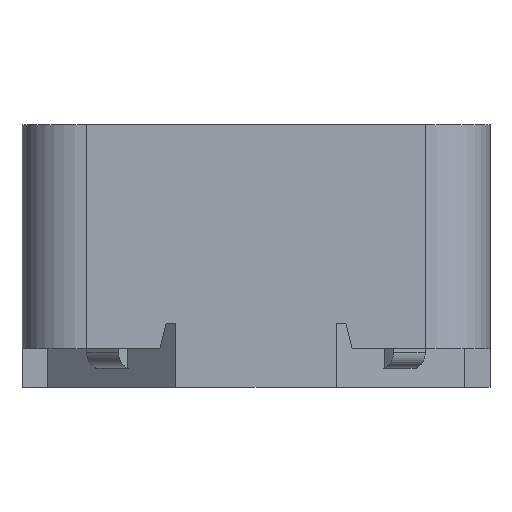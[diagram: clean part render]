
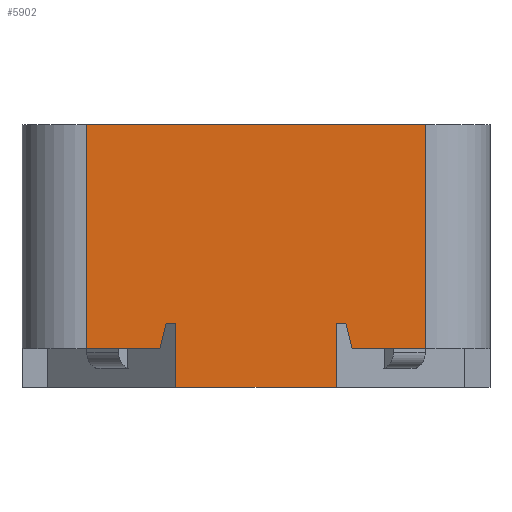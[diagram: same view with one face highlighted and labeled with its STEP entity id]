
A CAD part, front view. The second image highlights one B-rep face of the part: STEP entity #5902.
In plain terms, the highlighted face is planar.
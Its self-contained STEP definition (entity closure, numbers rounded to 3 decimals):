
#446=ORIENTED_EDGE('',*,*,#1576,.T.);
#447=ORIENTED_EDGE('',*,*,#1607,.F.);
#448=ORIENTED_EDGE('',*,*,#1608,.T.);
#449=ORIENTED_EDGE('',*,*,#1609,.F.);
#450=ORIENTED_EDGE('',*,*,#1610,.T.);
#451=ORIENTED_EDGE('',*,*,#1611,.F.);
#452=ORIENTED_EDGE('',*,*,#1612,.F.);
#453=ORIENTED_EDGE('',*,*,#1613,.T.);
#454=ORIENTED_EDGE('',*,*,#1614,.T.);
#455=ORIENTED_EDGE('',*,*,#1615,.F.);
#456=ORIENTED_EDGE('',*,*,#1616,.T.);
#457=ORIENTED_EDGE('',*,*,#1617,.T.);
#1576=EDGE_CURVE('',#2160,#2159,#2568,.T.);
#1607=EDGE_CURVE('',#2178,#2159,#2599,.T.);
#1608=EDGE_CURVE('',#2178,#2179,#2600,.T.);
#1609=EDGE_CURVE('',#2180,#2179,#2601,.T.);
#1610=EDGE_CURVE('',#2180,#2181,#2602,.T.);
#1611=EDGE_CURVE('',#2182,#2181,#2603,.T.);
#1612=EDGE_CURVE('',#2183,#2182,#2604,.T.);
#1613=EDGE_CURVE('',#2183,#2184,#2605,.T.);
#1614=EDGE_CURVE('',#2184,#2185,#2606,.T.);
#1615=EDGE_CURVE('',#2186,#2185,#2607,.T.);
#1616=EDGE_CURVE('',#2186,#2187,#2608,.T.);
#1617=EDGE_CURVE('',#2187,#2160,#2609,.T.);
#2159=VERTEX_POINT('',#7765);
#2160=VERTEX_POINT('',#7767);
#2178=VERTEX_POINT('',#7822);
#2179=VERTEX_POINT('',#7826);
#2180=VERTEX_POINT('',#7828);
#2181=VERTEX_POINT('',#7830);
#2182=VERTEX_POINT('',#7832);
#2183=VERTEX_POINT('',#7834);
#2184=VERTEX_POINT('',#7836);
#2185=VERTEX_POINT('',#7838);
#2186=VERTEX_POINT('',#7840);
#2187=VERTEX_POINT('',#7842);
#2568=LINE('',#7766,#3055);
#2599=LINE('',#7823,#3086);
#2600=LINE('',#7825,#3087);
#2601=LINE('',#7827,#3088);
#2602=LINE('',#7829,#3089);
#2603=LINE('',#7831,#3090);
#2604=LINE('',#7833,#3091);
#2605=LINE('',#7835,#3092);
#2606=LINE('',#7837,#3093);
#2607=LINE('',#7839,#3094);
#2608=LINE('',#7841,#3095);
#2609=LINE('',#7843,#3096);
#3055=VECTOR('',#6639,1000.);
#3086=VECTOR('',#6684,1000.);
#3087=VECTOR('',#6687,1000.);
#3088=VECTOR('',#6688,1000.);
#3089=VECTOR('',#6689,1000.);
#3090=VECTOR('',#6690,1000.);
#3091=VECTOR('',#6691,1000.);
#3092=VECTOR('',#6692,1000.);
#3093=VECTOR('',#6693,1000.);
#3094=VECTOR('',#6694,1000.);
#3095=VECTOR('',#6695,1000.);
#3096=VECTOR('',#6696,1000.);
#3479=EDGE_LOOP('',(#446,#447,#448,#449,#450,#451,#452,#453,#454,#455,#456,
#457));
#3761=FACE_BOUND('',#3479,.T.);
#4036=PLANE('',#6181);
#5902=ADVANCED_FACE('',(#3761),#4036,.F.);
#6181=AXIS2_PLACEMENT_3D('',#7824,#6685,#6686);
#6639=DIRECTION('',(0.,-1.,0.));
#6684=DIRECTION('',(0.,0.,-1.));
#6685=DIRECTION('',(1.,0.,0.));
#6686=DIRECTION('',(0.,0.,-1.));
#6687=DIRECTION('',(0.,-1.,0.));
#6688=DIRECTION('',(0.,0.243,0.97));
#6689=DIRECTION('',(0.,-1.,0.));
#6690=DIRECTION('',(0.,0.,-1.));
#6691=DIRECTION('',(0.,-1.,0.));
#6692=DIRECTION('',(0.,0.,-1.));
#6693=DIRECTION('',(0.,-1.,0.));
#6694=DIRECTION('',(0.,0.243,-0.97));
#6695=DIRECTION('',(0.,-1.,0.));
#6696=DIRECTION('',(0.,0.,-1.));
#7765=CARTESIAN_POINT('',(-3.65,-1.25,0.));
#7766=CARTESIAN_POINT('',(-3.65,1.25,0.));
#7767=CARTESIAN_POINT('',(-3.65,1.25,0.));
#7822=CARTESIAN_POINT('',(-3.65,-1.25,1.));
#7823=CARTESIAN_POINT('',(-3.65,-1.25,1.));
#7824=CARTESIAN_POINT('',(-3.65,1.25,1.));
#7825=CARTESIAN_POINT('',(-3.65,3.65,1.));
#7826=CARTESIAN_POINT('',(-3.65,-1.4,1.));
#7827=CARTESIAN_POINT('',(-3.65,-1.5,0.6));
#7828=CARTESIAN_POINT('',(-3.65,-1.5,0.6));
#7829=CARTESIAN_POINT('',(-3.65,3.65,0.6));
#7830=CARTESIAN_POINT('',(-3.65,-2.65,0.6));
#7831=CARTESIAN_POINT('',(-3.65,-2.65,4.1));
#7832=CARTESIAN_POINT('',(-3.65,-2.65,4.1));
#7833=CARTESIAN_POINT('',(-3.65,3.65,4.1));
#7834=CARTESIAN_POINT('',(-3.65,2.65,4.1));
#7835=CARTESIAN_POINT('',(-3.65,2.65,4.1));
#7836=CARTESIAN_POINT('',(-3.65,2.65,0.6));
#7837=CARTESIAN_POINT('',(-3.65,3.65,0.6));
#7838=CARTESIAN_POINT('',(-3.65,1.5,0.6));
#7839=CARTESIAN_POINT('',(-3.65,1.4,1.));
#7840=CARTESIAN_POINT('',(-3.65,1.4,1.));
#7841=CARTESIAN_POINT('',(-3.65,3.65,1.));
#7842=CARTESIAN_POINT('',(-3.65,1.25,1.));
#7843=CARTESIAN_POINT('',(-3.65,1.25,1.));
